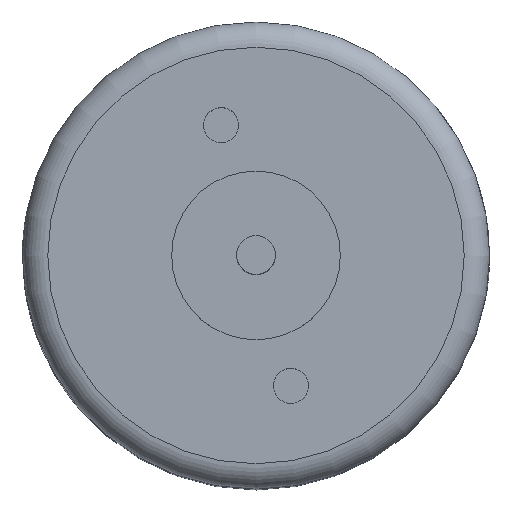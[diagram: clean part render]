
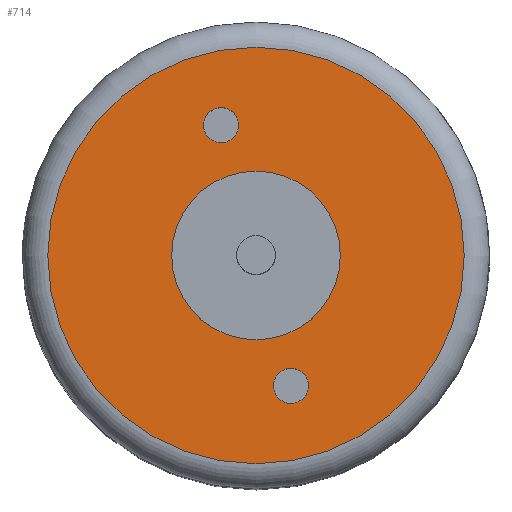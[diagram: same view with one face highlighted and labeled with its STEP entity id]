
A CAD part, top view. The second image highlights one B-rep face of the part: STEP entity #714.
In plain terms, the highlighted planar face has unit normal (0, 0, 1).
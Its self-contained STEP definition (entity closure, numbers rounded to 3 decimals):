
#34=FACE_BOUND('',#153,.T.);
#35=FACE_BOUND('',#154,.T.);
#36=FACE_BOUND('',#155,.T.);
#55=PLANE('',#810);
#97=FACE_OUTER_BOUND('',#152,.T.);
#152=EDGE_LOOP('',(#595));
#153=EDGE_LOOP('',(#596));
#154=EDGE_LOOP('',(#597));
#155=EDGE_LOOP('',(#598));
#304=CIRCLE('',#805,12.35);
#308=CIRCLE('',#811,5.);
#309=CIRCLE('',#812,1.038);
#310=CIRCLE('',#813,1.038);
#353=VERTEX_POINT('',#1323);
#356=VERTEX_POINT('',#1334);
#357=VERTEX_POINT('',#1336);
#358=VERTEX_POINT('',#1338);
#435=EDGE_CURVE('',#353,#353,#304,.T.);
#441=EDGE_CURVE('',#356,#356,#308,.T.);
#442=EDGE_CURVE('',#357,#357,#309,.T.);
#443=EDGE_CURVE('',#358,#358,#310,.T.);
#595=ORIENTED_EDGE('',*,*,#435,.F.);
#596=ORIENTED_EDGE('',*,*,#441,.T.);
#597=ORIENTED_EDGE('',*,*,#442,.T.);
#598=ORIENTED_EDGE('',*,*,#443,.T.);
#714=ADVANCED_FACE('',(#97,#34,#35,#36),#55,.T.);
#805=AXIS2_PLACEMENT_3D('',#1324,#971,#972);
#810=AXIS2_PLACEMENT_3D('',#1333,#983,#984);
#811=AXIS2_PLACEMENT_3D('',#1335,#985,#986);
#812=AXIS2_PLACEMENT_3D('',#1337,#987,#988);
#813=AXIS2_PLACEMENT_3D('',#1339,#989,#990);
#971=DIRECTION('center_axis',(0.,0.,-1.));
#972=DIRECTION('ref_axis',(1.,0.,0.));
#983=DIRECTION('center_axis',(0.,0.,1.));
#984=DIRECTION('ref_axis',(1.,0.,0.));
#985=DIRECTION('center_axis',(0.,0.,-1.));
#986=DIRECTION('ref_axis',(1.,0.,0.));
#987=DIRECTION('center_axis',(0.,0.,-1.));
#988=DIRECTION('ref_axis',(1.,0.,0.));
#989=DIRECTION('center_axis',(0.,0.,-1.));
#990=DIRECTION('ref_axis',(1.,0.,0.));
#1323=CARTESIAN_POINT('',(-12.35,0.,16.3));
#1324=CARTESIAN_POINT('Origin',(0.,0.,16.3));
#1333=CARTESIAN_POINT('Origin',(0.,0.,16.3));
#1334=CARTESIAN_POINT('',(-5.,0.,16.3));
#1335=CARTESIAN_POINT('Origin',(0.,0.,16.3));
#1336=CARTESIAN_POINT('',(1.033,-7.727,16.3));
#1337=CARTESIAN_POINT('Origin',(2.071,-7.727,16.3));
#1338=CARTESIAN_POINT('',(-3.108,7.727,16.3));
#1339=CARTESIAN_POINT('Origin',(-2.071,7.727,16.3));
